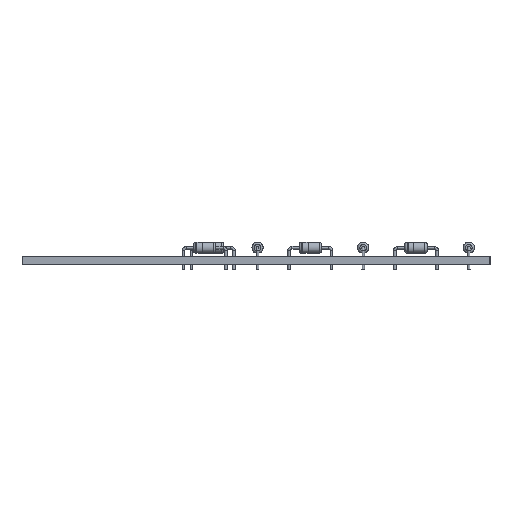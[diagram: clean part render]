
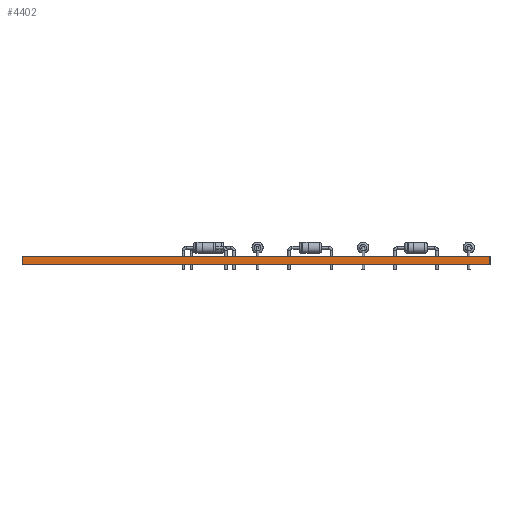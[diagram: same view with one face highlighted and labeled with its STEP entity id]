
A CAD part, left-side view. The second image highlights one B-rep face of the part: STEP entity #4402.
In plain terms, the highlighted planar face has unit normal (-1, 0, 0).
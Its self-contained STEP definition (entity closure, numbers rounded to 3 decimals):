
#643 = VERTEX_POINT('',#644);
#644 = CARTESIAN_POINT('',(137.4,-24.2,0.));
#650 = EDGE_CURVE('',#651,#643,#653,.T.);
#651 = VERTEX_POINT('',#652);
#652 = CARTESIAN_POINT('',(137.4,-108.6,0.));
#653 = LINE('',#654,#655);
#654 = CARTESIAN_POINT('',(137.4,-108.6,0.));
#655 = VECTOR('',#656,1.);
#656 = DIRECTION('',(0.,1.,0.));
#2509 = VERTEX_POINT('',#2510);
#2510 = CARTESIAN_POINT('',(137.4,-24.2,1.51));
#2516 = EDGE_CURVE('',#2517,#2509,#2519,.T.);
#2517 = VERTEX_POINT('',#2518);
#2518 = CARTESIAN_POINT('',(137.4,-108.6,1.51));
#2519 = LINE('',#2520,#2521);
#2520 = CARTESIAN_POINT('',(137.4,-108.6,1.51));
#2521 = VECTOR('',#2522,1.);
#2522 = DIRECTION('',(0.,1.,0.));
#4372 = EDGE_CURVE('',#643,#2509,#4373,.T.);
#4373 = LINE('',#4374,#4375);
#4374 = CARTESIAN_POINT('',(137.4,-24.2,0.));
#4375 = VECTOR('',#4376,1.);
#4376 = DIRECTION('',(0.,0.,1.));
#4402 = ADVANCED_FACE('',(#4403),#4414,.T.);
#4403 = FACE_BOUND('',#4404,.T.);
#4404 = EDGE_LOOP('',(#4405,#4411,#4412,#4413));
#4405 = ORIENTED_EDGE('',*,*,#4406,.T.);
#4406 = EDGE_CURVE('',#651,#2517,#4407,.T.);
#4407 = LINE('',#4408,#4409);
#4408 = CARTESIAN_POINT('',(137.4,-108.6,0.));
#4409 = VECTOR('',#4410,1.);
#4410 = DIRECTION('',(0.,0.,1.));
#4411 = ORIENTED_EDGE('',*,*,#2516,.T.);
#4412 = ORIENTED_EDGE('',*,*,#4372,.F.);
#4413 = ORIENTED_EDGE('',*,*,#650,.F.);
#4414 = PLANE('',#4415);
#4415 = AXIS2_PLACEMENT_3D('',#4416,#4417,#4418);
#4416 = CARTESIAN_POINT('',(137.4,-108.6,0.));
#4417 = DIRECTION('',(-1.,0.,0.));
#4418 = DIRECTION('',(0.,1.,0.));
